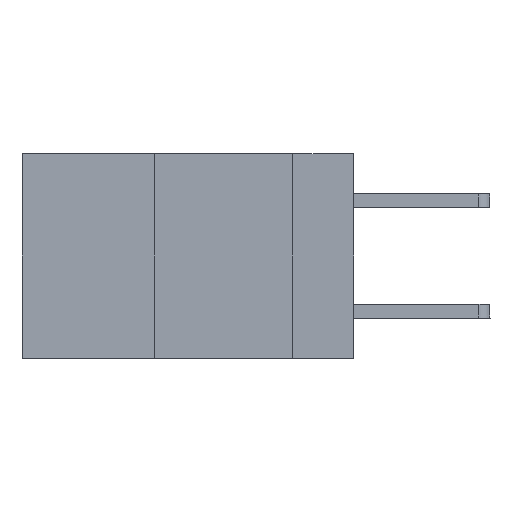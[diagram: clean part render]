
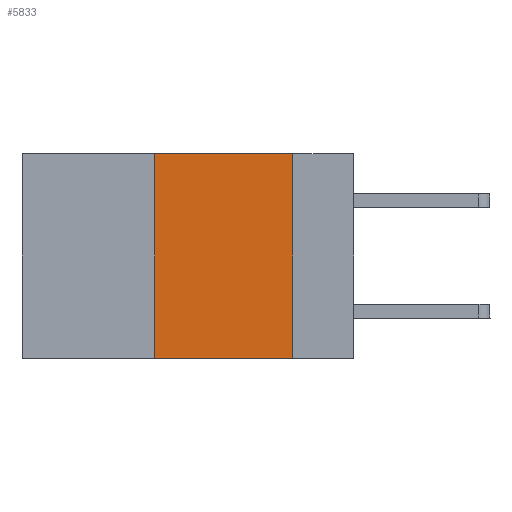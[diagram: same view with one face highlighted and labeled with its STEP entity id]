
A CAD part, left-side view. The second image highlights one B-rep face of the part: STEP entity #5833.
In plain terms, the highlighted planar face has unit normal (-1, 0, 0).
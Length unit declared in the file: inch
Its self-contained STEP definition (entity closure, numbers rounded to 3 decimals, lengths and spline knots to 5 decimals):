
#631 = VERTEX_POINT ( 'NONE', #3805 ) ;
#655 = DIRECTION ( 'NONE',  ( 0., 0., 1. ) ) ;
#932 = AXIS2_PLACEMENT_3D ( 'NONE', #6366, #3557, #4360 ) ;
#1469 = EDGE_CURVE ( 'NONE', #6504, #8050, #12654, .T. ) ;
#1705 = VECTOR ( 'NONE', #7998, 39.37008 ) ;
#1735 = CARTESIAN_POINT ( 'NONE',  ( 0., 0.11, 0. ) ) ;
#2698 = LINE ( 'NONE', #11638, #8580 ) ;
#2764 = EDGE_CURVE ( 'NONE', #6504, #9063, #2698, .T. ) ;
#2892 = EDGE_CURVE ( 'NONE', #8050, #631, #9748, .T. ) ;
#3412 = CARTESIAN_POINT ( 'NONE',  ( 0., 0.11, -0.37 ) ) ;
#3557 = DIRECTION ( 'NONE',  ( 1., 0., 0. ) ) ;
#3782 = CARTESIAN_POINT ( 'NONE',  ( 0., 0.36, 0. ) ) ;
#3805 = CARTESIAN_POINT ( 'NONE',  ( 0., 0.11, 0. ) ) ;
#4360 = DIRECTION ( 'NONE',  ( 0., 0., -1. ) ) ;
#4726 = LINE ( 'NONE', #1735, #6963 ) ;
#5292 = ORIENTED_EDGE ( 'NONE', *, *, #5955, .F. ) ;
#5655 = VECTOR ( 'NONE', #655, 39.37008 ) ;
#5833 = ADVANCED_FACE ( 'NONE', ( #7346 ), #8533, .F. ) ;
#5955 = EDGE_CURVE ( 'NONE', #631, #9063, #4726, .T. ) ;
#6366 = CARTESIAN_POINT ( 'NONE',  ( 0., 0.6, 0. ) ) ;
#6504 = VERTEX_POINT ( 'NONE', #9469 ) ;
#6679 = DIRECTION ( 'NONE',  ( 0., -1., 0. ) ) ;
#6963 = VECTOR ( 'NONE', #8651, 39.37008 ) ;
#6999 = CARTESIAN_POINT ( 'NONE',  ( 0., 0.6, 0. ) ) ;
#7346 = FACE_OUTER_BOUND ( 'NONE', #10314, .T. ) ;
#7998 = DIRECTION ( 'NONE',  ( 0., -1., 0. ) ) ;
#8050 = VERTEX_POINT ( 'NONE', #3782 ) ;
#8533 = PLANE ( 'NONE',  #932 ) ;
#8580 = VECTOR ( 'NONE', #6679, 39.37008 ) ;
#8651 = DIRECTION ( 'NONE',  ( 0., 0., -1. ) ) ;
#9063 = VERTEX_POINT ( 'NONE', #3412 ) ;
#9469 = CARTESIAN_POINT ( 'NONE',  ( 0., 0.36, -0.37 ) ) ;
#9721 = ORIENTED_EDGE ( 'NONE', *, *, #2764, .T. ) ;
#9748 = LINE ( 'NONE', #6999, #1705 ) ;
#10314 = EDGE_LOOP ( 'NONE', ( #5292, #12880, #10883, #9721 ) ) ;
#10554 = CARTESIAN_POINT ( 'NONE',  ( 0., 0.36, 0. ) ) ;
#10883 = ORIENTED_EDGE ( 'NONE', *, *, #1469, .F. ) ;
#11638 = CARTESIAN_POINT ( 'NONE',  ( 0., 0.6, -0.37 ) ) ;
#12654 = LINE ( 'NONE', #10554, #5655 ) ;
#12880 = ORIENTED_EDGE ( 'NONE', *, *, #2892, .F. ) ;
